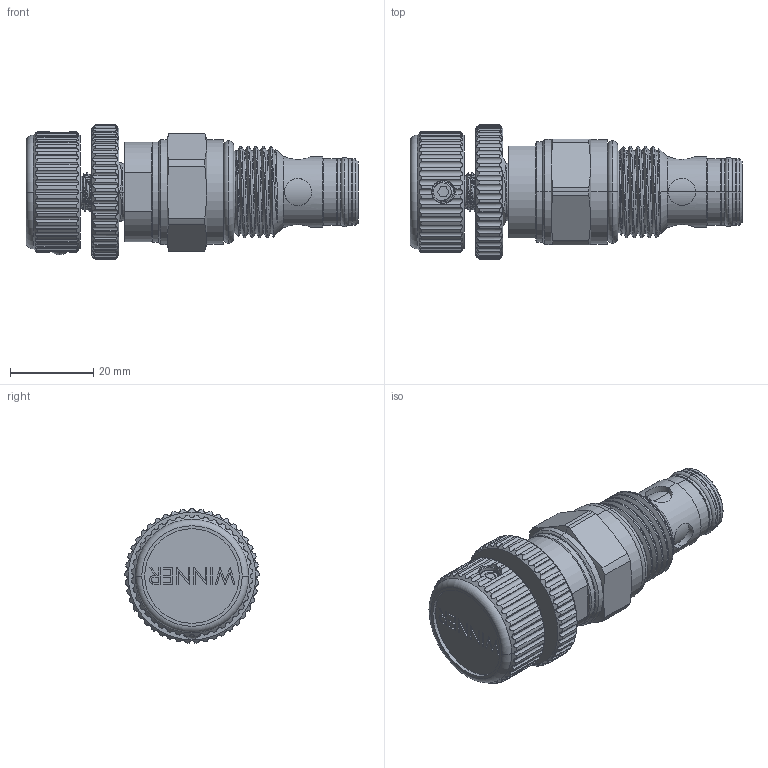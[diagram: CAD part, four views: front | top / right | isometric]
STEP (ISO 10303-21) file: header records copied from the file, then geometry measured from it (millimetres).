
FILE_DESCRIPTION (( 'STEP AP203' ), '1' );
FILE_NAME ('NC10W20-K.STEP', '2021-07-05T03:23:42', ( '' ), ( '' ), 'SwSTEP 2.0', 'SolidWorks 2018', '' );
FILE_SCHEMA (( 'CONFIG_CONTROL_DESIGN' ));
Length unit declared in the file: millimetre
Products named in the file (1): NC10W20-K
Bounding box: 79.66 x 32.2 x 32.18 mm (x, y, z)
Volume: 33611.2 mm3; surface area: 11164 mm2
Topology: 3 solids, 3 shells, 482 faces, 1300 edges, 847 vertices
Faces by surface type: cylinder 300, plane 110, cone 30, torus 26, bspline 14, sphere 2
Entity records: 27247 total; most frequent: CARTESIAN_POINT 15580, ORIENTED_EDGE 2600, DIRECTION 2220, EDGE_CURVE 1300, VERTEX_POINT 847, AXIS2_PLACEMENT_3D 834, LINE 552, VECTOR 552
